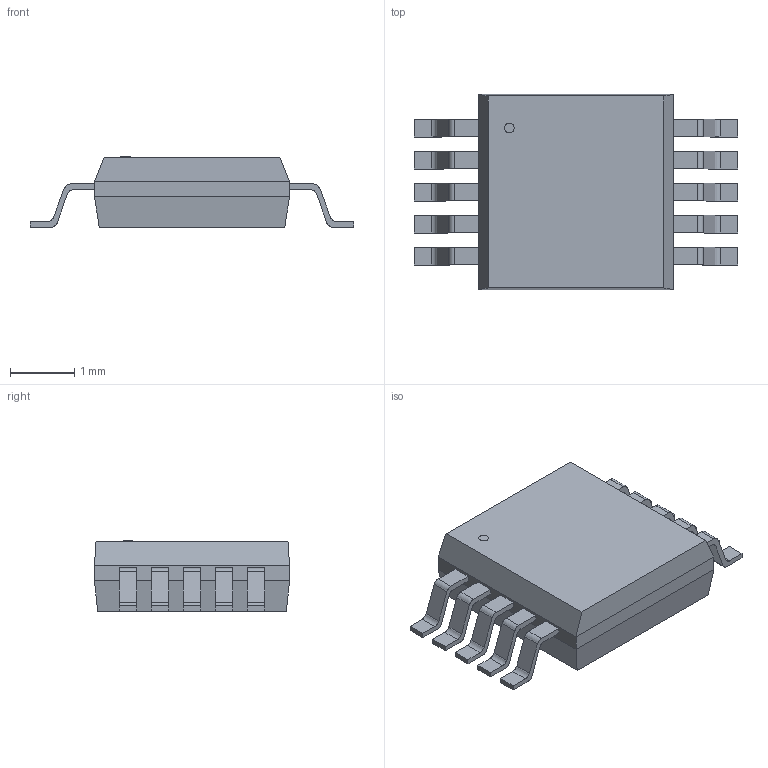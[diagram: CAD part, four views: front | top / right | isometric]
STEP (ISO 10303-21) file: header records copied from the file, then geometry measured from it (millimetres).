
FILE_DESCRIPTION(('STEP AP214'),'1');
FILE_NAME('21-0061L-L','2018-03-27T23:11:56',(''),(''),'','','');
FILE_SCHEMA(('AUTOMOTIVE_DESIGN'));
Length unit declared in the file: millimetre
Products named in the file (1): product
Bounding box: 5.05 x 3.05 x 1.09 mm (x, y, z)
Volume: 0.3 mm3; surface area: 40.6 mm2
Topology: 11 solids, 25 shells, 157 faces, 419 edges, 298 vertices
Faces by surface type: plane 116, cylinder 41
Full cylindrical faces by diameter (mm): 0.152 x1
Entity records: 5122 total; most frequent: CARTESIAN_POINT 885, DIRECTION 838, ORIENTED_EDGE 780, EDGE_CURVE 418, VERTEX_POINT 354, LINE 336, VECTOR 336, AXIS2_PLACEMENT_3D 251
